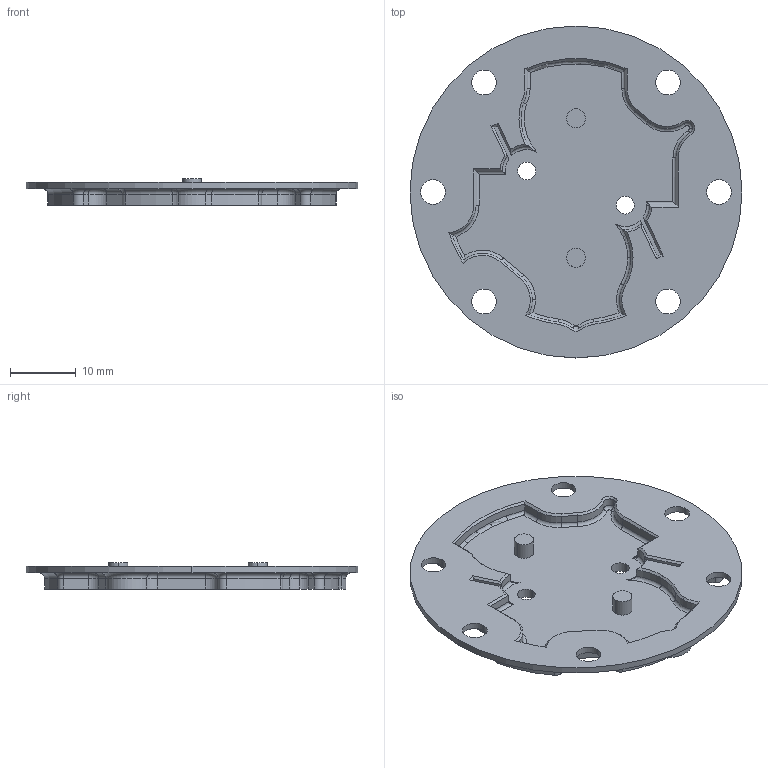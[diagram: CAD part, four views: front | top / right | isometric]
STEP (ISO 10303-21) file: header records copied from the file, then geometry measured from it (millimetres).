
FILE_DESCRIPTION (( 'STEP AP214' ), '1' );
FILE_NAME ('Pulley-Pretensioner Bracket SLA.STEP', '2023-04-30T09:42:38', ( '' ), ( '' ), 'SwSTEP 2.0', 'SolidWorks 2019', '' );
FILE_SCHEMA (( 'AUTOMOTIVE_DESIGN' ));
Length unit declared in the file: millimetre
Products named in the file (1): Pulley-Pretensioner Bracket SLA
Bounding box: 50.5 x 50.5 x 4 mm (x, y, z)
Volume: 3662.9 mm3; surface area: 4766.7 mm2
Topology: 1 solids, 1 shells, 236 faces, 574 edges, 344 vertices
Faces by surface type: cylinder 105, torus 60, plane 44, cone 27
Entity records: 7091 total; most frequent: DIRECTION 1335, CARTESIAN_POINT 1321, ORIENTED_EDGE 1148, EDGE_CURVE 574, AXIS2_PLACEMENT_3D 560, VERTEX_POINT 344, CIRCLE 323, EDGE_LOOP 256
